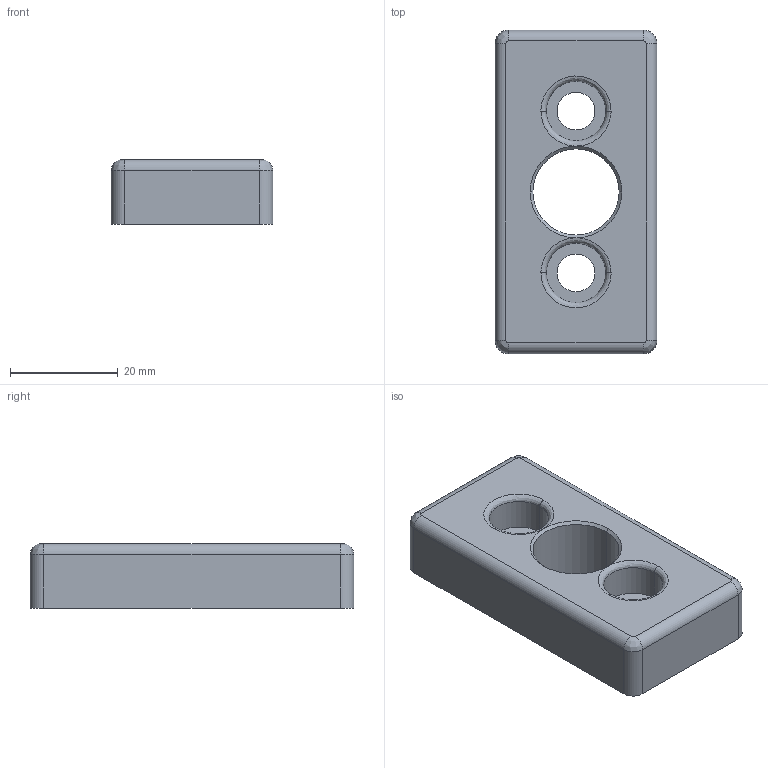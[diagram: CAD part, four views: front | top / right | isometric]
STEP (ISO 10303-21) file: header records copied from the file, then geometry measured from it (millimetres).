
FILE_DESCRIPTION (( 'STEP AP203' ), '1' );
FILE_NAME ('203500402_c_1.STEP', '2022-11-05T14:26:55', ( '' ), ( '' ), 'SwSTEP 2.0', 'SolidWorks 2014', '' );
FILE_SCHEMA (( 'CONFIG_CONTROL_DESIGN' ));
Length unit declared in the file: millimetre
Products named in the file (1): 203500402_c_1
Bounding box: 30 x 60 x 12 mm (x, y, z)
Volume: 14169.2 mm3; surface area: 8356.4 mm2
Topology: 1 solids, 1 shells, 208 faces, 496 edges, 294 vertices
Faces by surface type: cylinder 100, bspline 62, plane 44, cone 2
Entity records: 7154 total; most frequent: CARTESIAN_POINT 2486, ORIENTED_EDGE 984, DIRECTION 960, EDGE_CURVE 492, AXIS2_PLACEMENT_3D 383, VERTEX_POINT 294, CIRCLE 236, EDGE_LOOP 222
